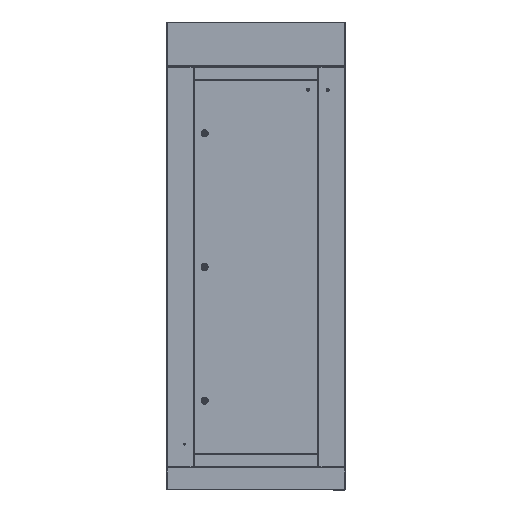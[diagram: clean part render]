
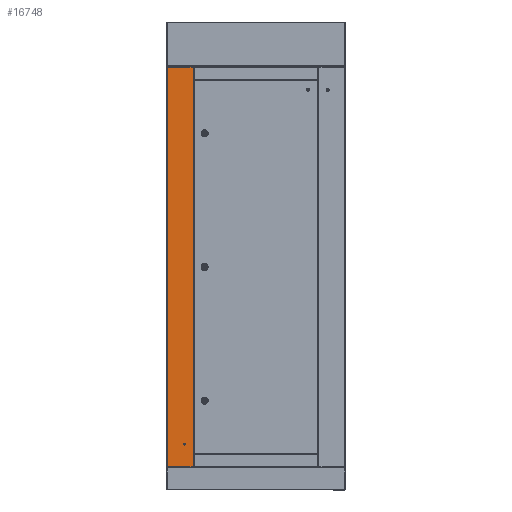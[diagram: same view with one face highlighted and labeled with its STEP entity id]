
A CAD part, top view. The second image highlights one B-rep face of the part: STEP entity #16748.
In plain terms, the highlighted face is planar.
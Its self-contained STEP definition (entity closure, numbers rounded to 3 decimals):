
#3192 = ORIENTED_EDGE ( 'NONE', *, *, #17113, .T. ) ;
#3726 = ORIENTED_EDGE ( 'NONE', *, *, #24405, .F. ) ;
#5654 = CARTESIAN_POINT ( 'NONE',  ( 0., 0., -1.5 ) ) ;
#6676 = AXIS2_PLACEMENT_3D ( 'NONE', #5654, #8122, #15622 ) ;
#8122 = DIRECTION ( 'NONE',  ( 0., 0., 1. ) ) ;
#8327 = EDGE_CURVE ( 'NONE', #21774, #15551, #29696, .T. ) ;
#8601 = VECTOR ( 'NONE', #30280, 1000. ) ;
#10040 = EDGE_LOOP ( 'NONE', ( #16195, #22197, #3192, #3726 ) ) ;
#11234 = LINE ( 'NONE', #21225, #27919 ) ;
#13345 = CARTESIAN_POINT ( 'NONE',  ( -1795., 2.5, -1.5 ) ) ;
#15150 = EDGE_CURVE ( 'NONE', #21343, #15551, #25187, .T. ) ;
#15551 = VERTEX_POINT ( 'NONE', #13345 ) ;
#15622 = DIRECTION ( 'NONE',  ( 1., 0., 0. ) ) ;
#16195 = ORIENTED_EDGE ( 'NONE', *, *, #15150, .T. ) ;
#16748 = ADVANCED_FACE ( 'NONE', ( #28106 ), #23661, .F. ) ;
#17113 = EDGE_CURVE ( 'NONE', #21774, #27659, #22447, .T. ) ;
#19660 = DIRECTION ( 'NONE',  ( 1., 0., 0. ) ) ;
#20265 = CARTESIAN_POINT ( 'NONE',  ( 0., 2.5, -1.5 ) ) ;
#21225 = CARTESIAN_POINT ( 'NONE',  ( 0., 0., -1.5 ) ) ;
#21343 = VERTEX_POINT ( 'NONE', #25423 ) ;
#21774 = VERTEX_POINT ( 'NONE', #29585 ) ;
#22197 = ORIENTED_EDGE ( 'NONE', *, *, #8327, .F. ) ;
#22447 = LINE ( 'NONE', #29347, #24484 ) ;
#23347 = CARTESIAN_POINT ( 'NONE',  ( 0., 117.5, -1.5 ) ) ;
#23661 = PLANE ( 'NONE',  #6676 ) ;
#24405 = EDGE_CURVE ( 'NONE', #21343, #27659, #11234, .T. ) ;
#24484 = VECTOR ( 'NONE', #19660, 1000. ) ;
#25187 = LINE ( 'NONE', #20265, #8601 ) ;
#25423 = CARTESIAN_POINT ( 'NONE',  ( 0., 2.5, -1.5 ) ) ;
#27078 = CARTESIAN_POINT ( 'NONE',  ( -1795., 0., -1.5 ) ) ;
#27659 = VERTEX_POINT ( 'NONE', #23347 ) ;
#27919 = VECTOR ( 'NONE', #30900, 1000. ) ;
#28106 = FACE_OUTER_BOUND ( 'NONE', #10040, .T. ) ;
#29059 = DIRECTION ( 'NONE',  ( 0., -1., 0. ) ) ;
#29347 = CARTESIAN_POINT ( 'NONE',  ( -1795., 117.5, -1.5 ) ) ;
#29585 = CARTESIAN_POINT ( 'NONE',  ( -1795., 117.5, -1.5 ) ) ;
#29696 = LINE ( 'NONE', #27078, #30830 ) ;
#30280 = DIRECTION ( 'NONE',  ( -1., 0., 0. ) ) ;
#30830 = VECTOR ( 'NONE', #29059, 1000. ) ;
#30900 = DIRECTION ( 'NONE',  ( 0., 1., 0. ) ) ;
